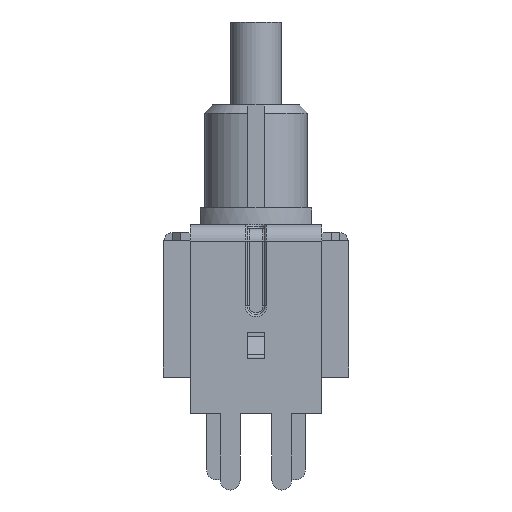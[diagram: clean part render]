
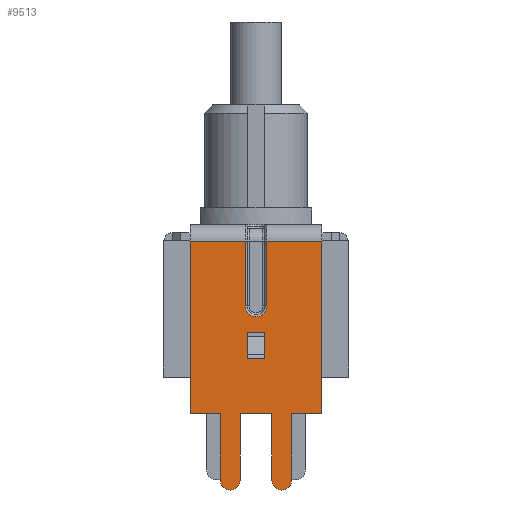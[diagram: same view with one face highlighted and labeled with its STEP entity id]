
A CAD part, left-side view. The second image highlights one B-rep face of the part: STEP entity #9513.
In plain terms, the highlighted planar face has unit normal (-1, 0, 0).
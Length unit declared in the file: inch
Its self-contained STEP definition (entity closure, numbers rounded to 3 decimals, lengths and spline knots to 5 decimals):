
#131=FACE_BOUND('',#1757,.T.);
#446=CIRCLE('',#10256,0.02402);
#448=CIRCLE('',#10261,0.02402);
#491=CIRCLE('',#10342,0.02638);
#1187=FACE_OUTER_BOUND('',#1756,.T.);
#1756=EDGE_LOOP('',(#8465,#8466,#8467,#8468,#8469,#8470,#8471,#8472,#8473,
#8474,#8475,#8476,#8477,#8478,#8479,#8480));
#1757=EDGE_LOOP('',(#8481,#8482,#8483,#8484));
#2504=LINE('',#16212,#3393);
#2516=LINE('',#16235,#3405);
#2519=LINE('',#16241,#3408);
#2522=LINE('',#16247,#3411);
#2535=LINE('',#16271,#3424);
#2540=LINE('',#16285,#3429);
#2598=LINE('',#16526,#3487);
#2600=LINE('',#16531,#3489);
#2606=LINE('',#16547,#3495);
#2608=LINE('',#16552,#3497);
#2611=LINE('',#16556,#3500);
#2613=LINE('',#16559,#3502);
#2614=LINE('',#16561,#3503);
#2628=LINE('',#16616,#3517);
#2649=LINE('',#16708,#3538);
#2650=LINE('',#16711,#3539);
#2651=LINE('',#16719,#3540);
#3393=VECTOR('',#12178,0.3937);
#3405=VECTOR('',#12200,0.3937);
#3408=VECTOR('',#12205,0.3937);
#3411=VECTOR('',#12212,0.3937);
#3424=VECTOR('',#12243,0.3937);
#3429=VECTOR('',#12254,0.3937);
#3487=VECTOR('',#12554,0.3937);
#3489=VECTOR('',#12558,0.3937);
#3495=VECTOR('',#12572,0.3937);
#3497=VECTOR('',#12576,0.3937);
#3500=VECTOR('',#12581,0.3937);
#3502=VECTOR('',#12585,0.3937);
#3503=VECTOR('',#12588,0.3937);
#3517=VECTOR('',#12648,0.3937);
#3538=VECTOR('',#12763,0.3937);
#3539=VECTOR('',#12766,0.3937);
#3540=VECTOR('',#12779,0.3937);
#4399=VERTEX_POINT('',#16205);
#4402=VERTEX_POINT('',#16210);
#4408=VERTEX_POINT('',#16233);
#4410=VERTEX_POINT('',#16239);
#4412=VERTEX_POINT('',#16268);
#4413=VERTEX_POINT('',#16270);
#4418=VERTEX_POINT('',#16282);
#4419=VERTEX_POINT('',#16284);
#4478=VERTEX_POINT('',#16516);
#4479=VERTEX_POINT('',#16518);
#4481=VERTEX_POINT('',#16524);
#4483=VERTEX_POINT('',#16530);
#4486=VERTEX_POINT('',#16537);
#4487=VERTEX_POINT('',#16539);
#4489=VERTEX_POINT('',#16545);
#4491=VERTEX_POINT('',#16551);
#4492=VERTEX_POINT('',#16564);
#4498=VERTEX_POINT('',#16584);
#4534=VERTEX_POINT('',#16710);
#4535=VERTEX_POINT('',#16714);
#5623=EDGE_CURVE('',#4402,#4399,#2504,.T.);
#5635=EDGE_CURVE('',#4402,#4408,#2516,.T.);
#5638=EDGE_CURVE('',#4408,#4410,#2519,.T.);
#5641=EDGE_CURVE('',#4410,#4399,#2522,.T.);
#5655=EDGE_CURVE('',#4412,#4413,#2535,.T.);
#5662=EDGE_CURVE('',#4418,#4419,#2540,.T.);
#5779=EDGE_CURVE('',#4479,#4478,#446,.T.);
#5783=EDGE_CURVE('',#4478,#4481,#2598,.T.);
#5785=EDGE_CURVE('',#4483,#4479,#2600,.T.);
#5789=EDGE_CURVE('',#4487,#4486,#448,.T.);
#5793=EDGE_CURVE('',#4486,#4489,#2606,.T.);
#5795=EDGE_CURVE('',#4491,#4487,#2608,.T.);
#5798=EDGE_CURVE('',#4413,#4489,#2611,.T.);
#5800=EDGE_CURVE('',#4491,#4481,#2613,.T.);
#5801=EDGE_CURVE('',#4483,#4418,#2614,.T.);
#5829=EDGE_CURVE('',#4492,#4419,#2628,.T.);
#5875=EDGE_CURVE('',#4412,#4498,#2649,.T.);
#5876=EDGE_CURVE('',#4492,#4534,#2650,.T.);
#5880=EDGE_CURVE('',#4534,#4535,#491,.T.);
#5881=EDGE_CURVE('',#4535,#4498,#2651,.T.);
#8465=ORIENTED_EDGE('',*,*,#5881,.F.);
#8466=ORIENTED_EDGE('',*,*,#5880,.F.);
#8467=ORIENTED_EDGE('',*,*,#5876,.F.);
#8468=ORIENTED_EDGE('',*,*,#5829,.T.);
#8469=ORIENTED_EDGE('',*,*,#5662,.F.);
#8470=ORIENTED_EDGE('',*,*,#5801,.F.);
#8471=ORIENTED_EDGE('',*,*,#5785,.T.);
#8472=ORIENTED_EDGE('',*,*,#5779,.T.);
#8473=ORIENTED_EDGE('',*,*,#5783,.T.);
#8474=ORIENTED_EDGE('',*,*,#5800,.F.);
#8475=ORIENTED_EDGE('',*,*,#5795,.T.);
#8476=ORIENTED_EDGE('',*,*,#5789,.T.);
#8477=ORIENTED_EDGE('',*,*,#5793,.T.);
#8478=ORIENTED_EDGE('',*,*,#5798,.F.);
#8479=ORIENTED_EDGE('',*,*,#5655,.F.);
#8480=ORIENTED_EDGE('',*,*,#5875,.T.);
#8481=ORIENTED_EDGE('',*,*,#5635,.T.);
#8482=ORIENTED_EDGE('',*,*,#5638,.T.);
#8483=ORIENTED_EDGE('',*,*,#5641,.T.);
#8484=ORIENTED_EDGE('',*,*,#5623,.F.);
#8994=PLANE('',#10344);
#9513=ADVANCED_FACE('',(#1187,#131),#8994,.T.);
#10256=AXIS2_PLACEMENT_3D('',#16519,#12547,#12548);
#10261=AXIS2_PLACEMENT_3D('',#16540,#12565,#12566);
#10342=AXIS2_PLACEMENT_3D('',#16717,#12775,#12776);
#10344=AXIS2_PLACEMENT_3D('',#16720,#12780,#12781);
#12178=DIRECTION('',(0.,-1.,0.));
#12200=DIRECTION('',(0.,0.,1.));
#12205=DIRECTION('',(0.,-1.,0.));
#12212=DIRECTION('',(0.,0.,-1.));
#12243=DIRECTION('',(0.,0.,-1.));
#12254=DIRECTION('',(0.,0.,1.));
#12547=DIRECTION('center_axis',(-1.,0.,0.));
#12548=DIRECTION('ref_axis',(0.,1.,0.));
#12554=DIRECTION('',(0.,0.,1.));
#12558=DIRECTION('',(0.,0.,-1.));
#12565=DIRECTION('center_axis',(-1.,0.,0.));
#12566=DIRECTION('ref_axis',(0.,1.,0.));
#12572=DIRECTION('',(0.,0.,1.));
#12576=DIRECTION('',(0.,0.,-1.));
#12581=DIRECTION('',(0.,1.,0.));
#12585=DIRECTION('',(0.,1.,0.));
#12588=DIRECTION('',(0.,1.,0.));
#12648=DIRECTION('',(0.,1.,0.));
#12763=DIRECTION('',(0.,1.,0.));
#12766=DIRECTION('',(0.,0.,-1.));
#12775=DIRECTION('center_axis',(-1.,0.,0.));
#12776=DIRECTION('ref_axis',(0.,0.,
-1.));
#12779=DIRECTION('',(0.,0.,1.));
#12780=DIRECTION('center_axis',(-1.,0.,0.));
#12781=DIRECTION('ref_axis',(0.,0.,-1.));
#16205=CARTESIAN_POINT('',(-0.32008,-0.02165,0.04578));
#16210=CARTESIAN_POINT('',(-0.32008,0.02165,0.04578));
#16212=CARTESIAN_POINT('',(-0.32008,0.,0.04578));
#16233=CARTESIAN_POINT('',(-0.32008,0.02165,0.10748));
#16235=CARTESIAN_POINT('',(-0.32008,0.02165,0.0875));
#16239=CARTESIAN_POINT('',(-0.32008,-0.02165,0.10748));
#16241=CARTESIAN_POINT('',(-0.32008,0.01083,0.10748));
#16247=CARTESIAN_POINT('',(-0.32008,-0.02165,0.119));
#16268=CARTESIAN_POINT('',(-0.32008,-0.16004,0.33031));
#16270=CARTESIAN_POINT('',(-0.32008,-0.16004,-0.08937));
#16271=CARTESIAN_POINT('',(-0.32008,-0.16004,0.35039));
#16282=CARTESIAN_POINT('',(-0.32008,0.16004,-0.08937));
#16284=CARTESIAN_POINT('',(-0.32008,0.16004,0.33031));
#16285=CARTESIAN_POINT('',(-0.32008,0.16004,-0.08937));
#16516=CARTESIAN_POINT('',(-0.32008,0.03858,-0.25039));
#16518=CARTESIAN_POINT('',(-0.32008,0.08661,-0.25039));
#16519=CARTESIAN_POINT('Origin',(-0.32008,0.0626,
-0.25039));
#16524=CARTESIAN_POINT('',(-0.32008,0.03858,-0.08937));
#16526=CARTESIAN_POINT('',(-0.32008,0.03858,-0.25039));
#16530=CARTESIAN_POINT('',(-0.32008,0.08661,-0.08937));
#16531=CARTESIAN_POINT('',(-0.32008,0.08661,-0.08937));
#16537=CARTESIAN_POINT('',(-0.32008,-0.08661,-0.25039));
#16539=CARTESIAN_POINT('',(-0.32008,-0.03858,-0.25039));
#16540=CARTESIAN_POINT('Origin',(-0.32008,-0.0626,
-0.25039));
#16545=CARTESIAN_POINT('',(-0.32008,-0.08661,-0.08937));
#16547=CARTESIAN_POINT('',(-0.32008,-0.08661,-0.25039));
#16551=CARTESIAN_POINT('',(-0.32008,-0.03858,-0.08937));
#16552=CARTESIAN_POINT('',(-0.32008,-0.03858,-0.08937));
#16556=CARTESIAN_POINT('',(-0.32008,-0.16004,-0.08937));
#16559=CARTESIAN_POINT('',(-0.32008,-0.16004,-0.08937));
#16561=CARTESIAN_POINT('',(-0.32008,-0.16004,-0.08937));
#16564=CARTESIAN_POINT('',(-0.32008,0.02638,0.33031));
#16584=CARTESIAN_POINT('',(-0.32008,-0.02638,0.33031));
#16616=CARTESIAN_POINT('',(-0.32008,0.08002,0.33031));
#16708=CARTESIAN_POINT('',(-0.32008,0.08002,0.33031));
#16710=CARTESIAN_POINT('',(-0.32008,0.02638,0.17283));
#16711=CARTESIAN_POINT('',(-0.32008,0.02638,0.23041));
#16714=CARTESIAN_POINT('',(-0.32008,-0.02638,0.17283));
#16717=CARTESIAN_POINT('Origin',(-0.32008,0.,
0.17283));
#16719=CARTESIAN_POINT('',(-0.32008,-0.02638,0.15167));
#16720=CARTESIAN_POINT('Origin',(-0.32008,0.,0.13051));
